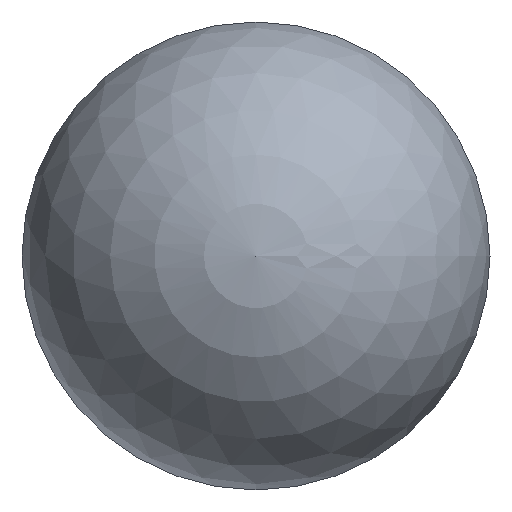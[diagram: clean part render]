
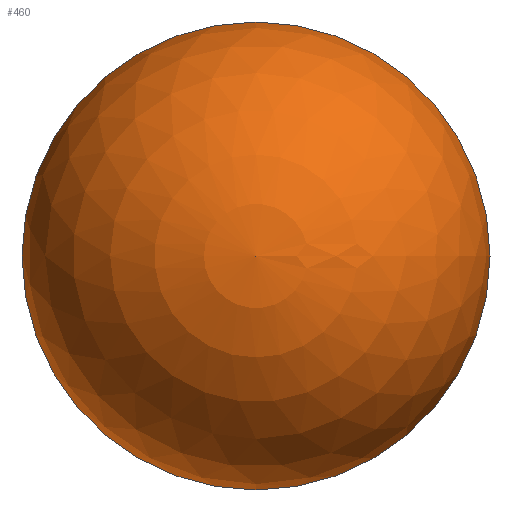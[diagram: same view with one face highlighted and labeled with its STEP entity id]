
A CAD part, front view. The second image highlights one B-rep face of the part: STEP entity #460.
In plain terms, the highlighted spherical face has radius 13 mm.
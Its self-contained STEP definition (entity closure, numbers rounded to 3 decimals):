
#14=SPHERICAL_SURFACE('',#538,13.);
#109=FACE_OUTER_BOUND('',#144,.T.);
#144=EDGE_LOOP('',(#389,#390,#391,#392));
#173=CIRCLE('',#536,13.);
#174=CIRCLE('',#537,13.);
#175=CIRCLE('',#539,13.);
#213=VERTEX_POINT('',#900);
#214=VERTEX_POINT('',#901);
#215=VERTEX_POINT('',#906);
#271=EDGE_CURVE('',#213,#214,#173,.T.);
#272=EDGE_CURVE('',#214,#213,#174,.T.);
#274=EDGE_CURVE('',#215,#213,#175,.T.);
#389=ORIENTED_EDGE('',*,*,#271,.T.);
#390=ORIENTED_EDGE('',*,*,#272,.T.);
#391=ORIENTED_EDGE('',*,*,#274,.F.);
#392=ORIENTED_EDGE('',*,*,#274,.T.);
#460=ADVANCED_FACE('',(#109),#14,.T.);
#536=AXIS2_PLACEMENT_3D('',#902,#667,#668);
#537=AXIS2_PLACEMENT_3D('',#903,#669,#670);
#538=AXIS2_PLACEMENT_3D('',#905,#672,#673);
#539=AXIS2_PLACEMENT_3D('',#907,#674,#675);
#667=DIRECTION('center_axis',(0.,-1.,0.));
#668=DIRECTION('ref_axis',(0.,0.,-1.));
#669=DIRECTION('center_axis',(0.,-1.,0.));
#670=DIRECTION('ref_axis',(0.,0.,-1.));
#672=DIRECTION('center_axis',(0.,-1.,0.));
#673=DIRECTION('ref_axis',(-1.,0.,0.));
#674=DIRECTION('center_axis',(0.,0.,1.));
#675=DIRECTION('ref_axis',(1.,0.,0.));
#900=CARTESIAN_POINT('',(53.704,-83.5,39.713));
#901=CARTESIAN_POINT('',(27.704,-83.5,39.713));
#902=CARTESIAN_POINT('Origin',(40.704,-83.5,39.713));
#903=CARTESIAN_POINT('Origin',(40.704,-83.5,39.713));
#905=CARTESIAN_POINT('Origin',(40.704,-83.5,39.713));
#906=CARTESIAN_POINT('',(40.704,-96.5,39.713));
#907=CARTESIAN_POINT('Origin',(40.704,-83.5,39.713));
